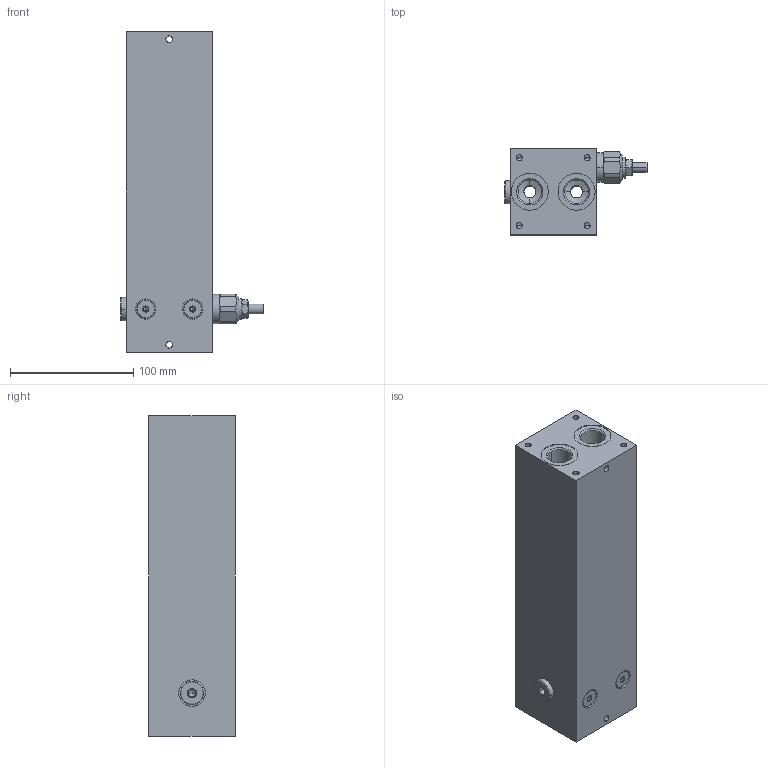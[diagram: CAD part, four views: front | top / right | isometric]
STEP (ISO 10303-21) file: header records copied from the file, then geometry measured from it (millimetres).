
FILE_DESCRIPTION((''),'2;1');
FILE_NAME('_BM4AC2','2021-01-14T',('砐錪賧瘔蠈錪'),(''),'PRO/ENGINEER BY PARAMETRIC TECHNOLOGY CORPORATION, 2012480','PRO/ENGINEER BY PARAMETRIC TECHNOLOGY CORPORATION, 2012480','');
FILE_SCHEMA(('CONFIG_CONTROL_DESIGN'));
Length unit declared in the file: millimetre
Products named in the file (1): _BM4AC2
Bounding box: 116 x 70 x 260 mm (x, y, z)
Volume: 1156921 mm3; surface area: 140523.7 mm2
Topology: 1 solids, 1 shells, 852 faces, 2184 edges, 1330 vertices
Faces by surface type: plane 374, cylinder 242, cone 201, torus 28, bspline 7
Entity records: 41169 total; most frequent: CARTESIAN_POINT 20913, ORIENTED_EDGE 4216, DIRECTION 4114, EDGE_CURVE 2108, AXIS2_PLACEMENT_3D 1432, VERTEX_POINT 1330, VECTOR 1250, LINE 1250
